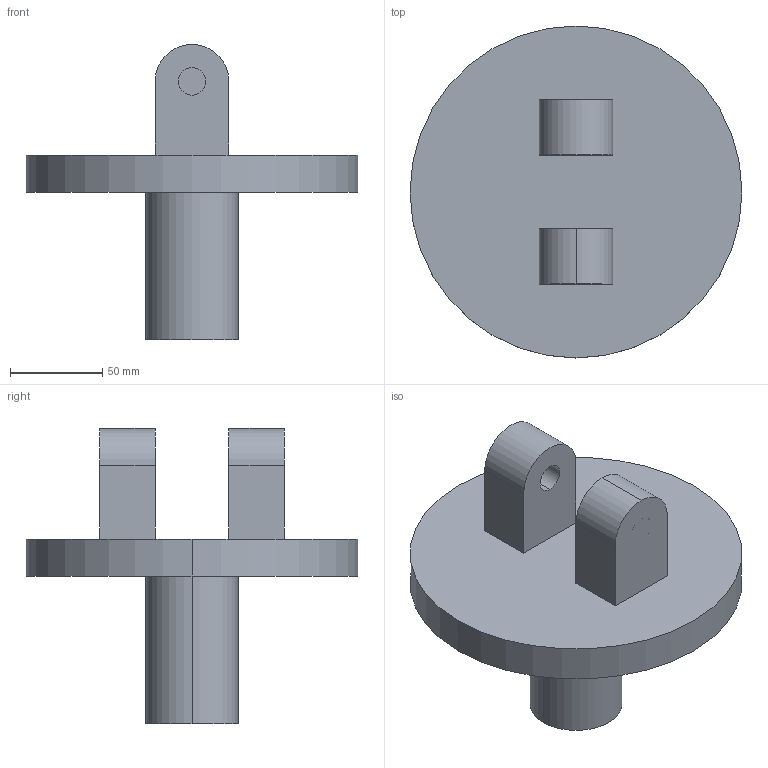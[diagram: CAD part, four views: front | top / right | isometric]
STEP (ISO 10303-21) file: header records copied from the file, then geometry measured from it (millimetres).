
FILE_DESCRIPTION (( 'STEP AP203' ), '1' );
FILE_NAME ('Disk_F1_Default_sldprt.STEP', '2020-11-04T16:16:26', ( '' ), ( '' ), 'SwSTEP 2.0', 'SolidWorks 2020', '' );
FILE_SCHEMA (( 'CONFIG_CONTROL_DESIGN' ));
Length unit declared in the file: millimetre
Products named in the file (1): Disk_F1_Default_sldprt
Bounding box: 180 x 180 x 160 mm (x, y, z)
Volume: 789290.6 mm3; surface area: 92633.4 mm2
Topology: 1 solids, 1 shells, 24 faces, 51 edges, 34 vertices
Faces by surface type: plane 13, cylinder 11
Entity records: 734 total; most frequent: DIRECTION 123, CARTESIAN_POINT 110, ORIENTED_EDGE 102, EDGE_CURVE 51, AXIS2_PLACEMENT_3D 47, VERTEX_POINT 34, LINE 29, VECTOR 29
